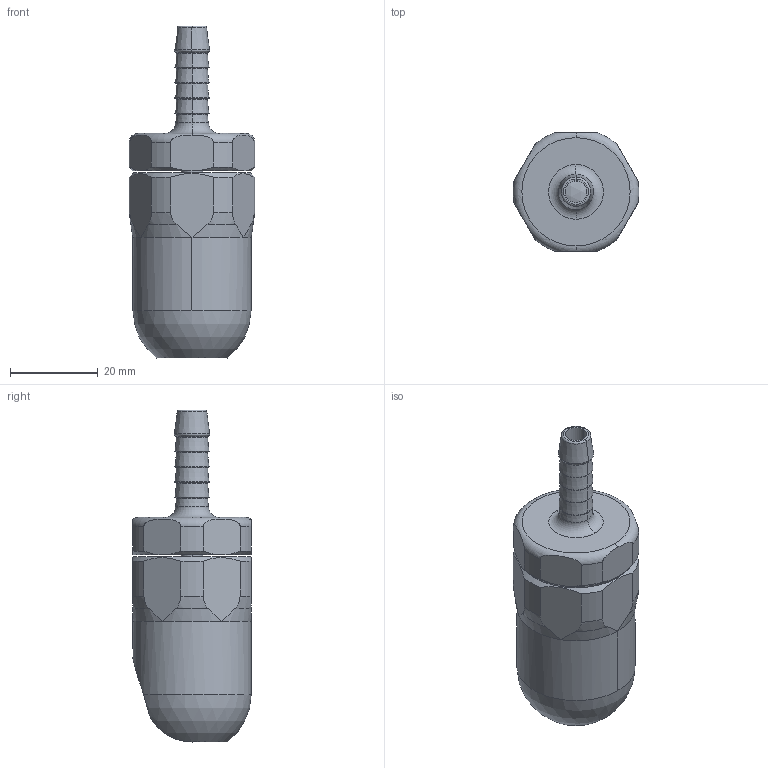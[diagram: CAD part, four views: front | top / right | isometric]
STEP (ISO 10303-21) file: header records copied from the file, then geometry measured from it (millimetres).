
FILE_DESCRIPTION((''),'2;1');
FILE_NAME('TMP172354_SW','2011-06-15T',('tooextcsr'),(''),'PRO/ENGINEER BY PARAMETRIC TECHNOLOGY CORPORATION, 2008310','PRO/ENGINEER BY PARAMETRIC TECHNOLOGY CORPORATION, 2008310','');
FILE_SCHEMA(('CONFIG_CONTROL_DESIGN', 'GEOMETRIC_VALIDATION_PROPERTIES_MIM'));
Length unit declared in the file: millimetre
Products named in the file (1): TMP172354_SW
Bounding box: 28.65 x 27 x 75.72 mm (x, y, z)
Surface area: 10356.8 mm2 (no closed solid volume)
Topology: 0 solids, 10 shells, 143 faces, 384 edges, 243 vertices
Faces by surface type: torus 45, cylinder 29, plane 28, cone 28, sphere 7, bspline 6
Entity records: 6161 total; most frequent: CARTESIAN_POINT 1530, DIRECTION 791, ORIENTED_EDGE 697, EDGE_CURVE 380, AXIS2_PLACEMENT_3D 356, VERTEX_POINT 243, CIRCLE 219, EDGE_LOOP 150
